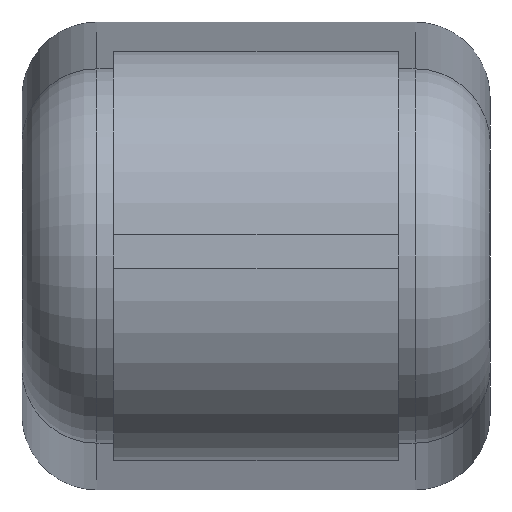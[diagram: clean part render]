
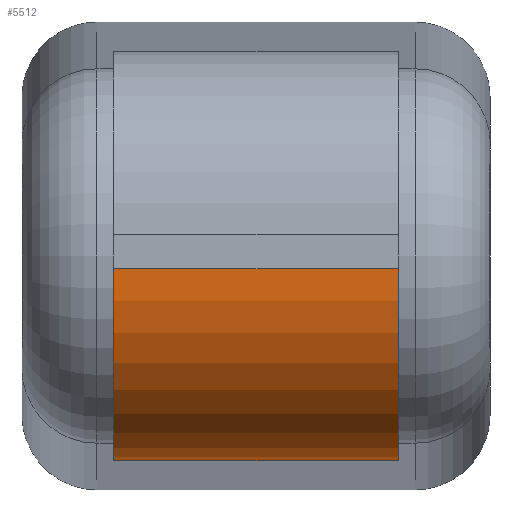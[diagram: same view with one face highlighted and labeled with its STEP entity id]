
A CAD part, left-side view. The second image highlights one B-rep face of the part: STEP entity #5512.
In plain terms, the highlighted cylindrical face has radius 10 mm (diameter 20 mm), a partial arc.
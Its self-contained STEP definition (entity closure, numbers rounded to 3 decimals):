
#866=FACE_OUTER_BOUND('',#1183,.T.);
#1183=EDGE_LOOP('',(#5067,#5068,#5069,#5070));
#1585=LINE('',#9973,#1984);
#1587=LINE('',#9980,#1986);
#1984=VECTOR('',#6857,10.);
#1986=VECTOR('',#6865,10.);
#2114=CIRCLE('',#5844,10.);
#2115=CIRCLE('',#5845,10.);
#2662=VERTEX_POINT('',#9970);
#2663=VERTEX_POINT('',#9972);
#2664=VERTEX_POINT('',#9976);
#2665=VERTEX_POINT('',#9978);
#3471=EDGE_CURVE('',#2663,#2662,#1585,.T.);
#3473=EDGE_CURVE('',#2664,#2663,#2114,.F.);
#3474=EDGE_CURVE('',#2662,#2665,#2115,.F.);
#3475=EDGE_CURVE('',#2665,#2664,#1587,.T.);
#5067=ORIENTED_EDGE('',*,*,#3473,.T.);
#5068=ORIENTED_EDGE('',*,*,#3471,.T.);
#5069=ORIENTED_EDGE('',*,*,#3474,.T.);
#5070=ORIENTED_EDGE('',*,*,#3475,.T.);
#5224=CYLINDRICAL_SURFACE('',#5843,10.);
#5512=ADVANCED_FACE('',(#866),#5224,.T.);
#5843=AXIS2_PLACEMENT_3D('',#9975,#6859,#6860);
#5844=AXIS2_PLACEMENT_3D('',#9977,#6861,#6862);
#5845=AXIS2_PLACEMENT_3D('',#9979,#6863,#6864);
#6857=DIRECTION('',(0.,1.,0.));
#6859=DIRECTION('center_axis',(0.,1.,0.));
#6860=DIRECTION('ref_axis',(-0.724,0.,-0.69));
#6861=DIRECTION('center_axis',(0.,-1.,0.));
#6862=DIRECTION('ref_axis',(-0.724,0.,-0.69));
#6863=DIRECTION('center_axis',(0.,1.,0.));
#6864=DIRECTION('ref_axis',(-0.724,0.,-0.69));
#6865=DIRECTION('',(0.,-1.,0.));
#9970=CARTESIAN_POINT('',(-23.173,20.1,-0.685));
#9972=CARTESIAN_POINT('',(-23.173,4.9,-0.685));
#9973=CARTESIAN_POINT('',(-23.173,10.05,-0.685));
#9975=CARTESIAN_POINT('Origin',(-13.176,10.05,-0.929));
#9976=CARTESIAN_POINT('',(-13.42,4.9,-10.926));
#9977=CARTESIAN_POINT('Origin',(-13.176,4.9,-0.929));
#9978=CARTESIAN_POINT('',(-13.42,20.1,-10.926));
#9979=CARTESIAN_POINT('Origin',(-13.176,20.1,-0.929));
#9980=CARTESIAN_POINT('',(-13.42,10.05,-10.926));
